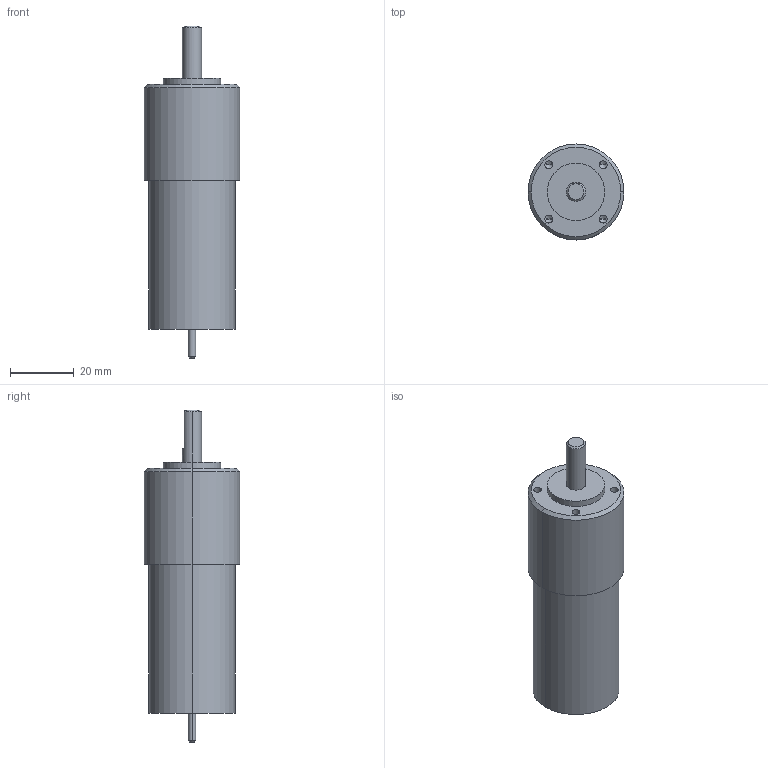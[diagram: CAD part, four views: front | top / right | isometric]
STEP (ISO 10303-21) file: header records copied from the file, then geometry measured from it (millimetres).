
FILE_DESCRIPTION((''),'2;1');
FILE_NAME('1020_035SX_04_MOTOR_30MM_I35','2021-08-04T',('YunHong.Wang'),(''),'CREO PARAMETRIC BY PTC INC, 2017480','CREO PARAMETRIC BY PTC INC, 2017480','');
FILE_SCHEMA(('AUTOMOTIVE_DESIGN { 1 0 10303 214 1 1 1 1 }'));
Length unit declared in the file: millimetre
Products named in the file (1): 1020_035SX_04_MOTOR_30MM_I35
Bounding box: 30 x 30 x 103.9 mm (x, y, z)
Volume: 48748.3 mm3; surface area: 8741.8 mm2
Topology: 1 solids, 1 shells, 40 faces, 90 edges, 52 vertices
Faces by surface type: cylinder 18, cone 14, plane 8
Entity records: 1415 total; most frequent: DIRECTION 206, CARTESIAN_POINT 184, ORIENTED_EDGE 164, AXIS2_PLACEMENT_3D 86, EDGE_CURVE 82, VERTEX_POINT 52, EDGE_LOOP 48, CIRCLE 46
